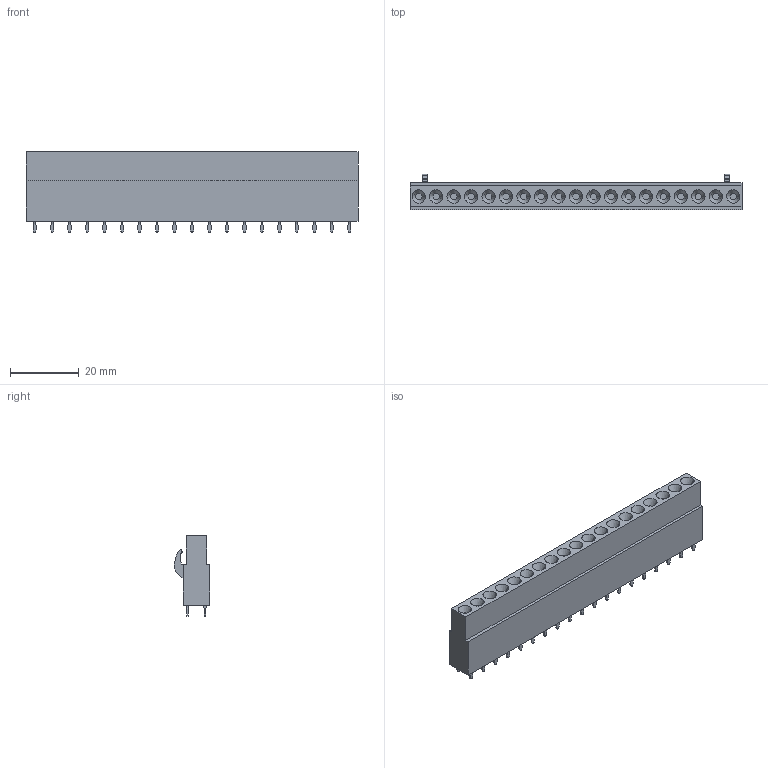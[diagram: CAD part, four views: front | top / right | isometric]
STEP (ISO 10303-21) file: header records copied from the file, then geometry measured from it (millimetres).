
FILE_DESCRIPTION(('CATIA V5 STEP Exchange','CAx-IF Rec.Pracs.--- Model Styling and Organization---1.2---2011-12-15'),'2;1');
FILE_NAME ('D1454286_0', '2018-09-01T02:51:52+00:00', ('none'), ('Weidmueller'), 'CATIA Version 5-6 Release 2014', 'CATIA V5 STEP AP214', 'none');
FILE_SCHEMA(('AUTOMOTIVE_DESIGN { 1 0 10303 214 1 1 1 1 }'));
Length unit declared in the file: millimetre
Products named in the file (1): 1648960000
Bounding box: 96.52 x 10.28 x 23.45 mm (x, y, z)
Volume: 13554 mm3; surface area: 6437.3 mm2
Topology: 39 solids, 39 shells, 939 faces, 2178 edges, 1376 vertices
Faces by surface type: plane 773, cylinder 128, cone 38
Entity records: 24184 total; most frequent: ORIENTED_EDGE 4356, CARTESIAN_POINT 4175, DIRECTION 3418, EDGE_CURVE 2178, VECTOR 1846, LINE 1846, VERTEX_POINT 1376, EDGE_LOOP 998
